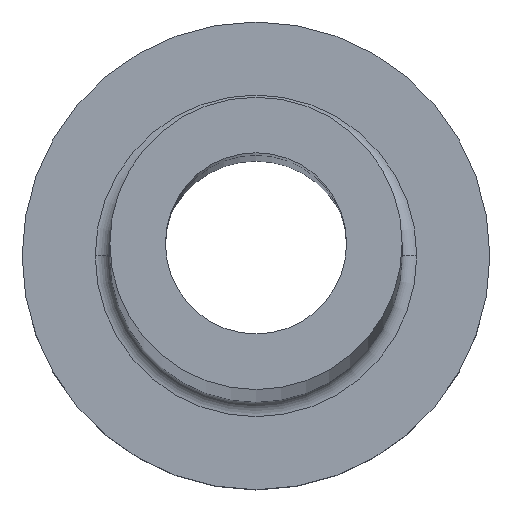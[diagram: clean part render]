
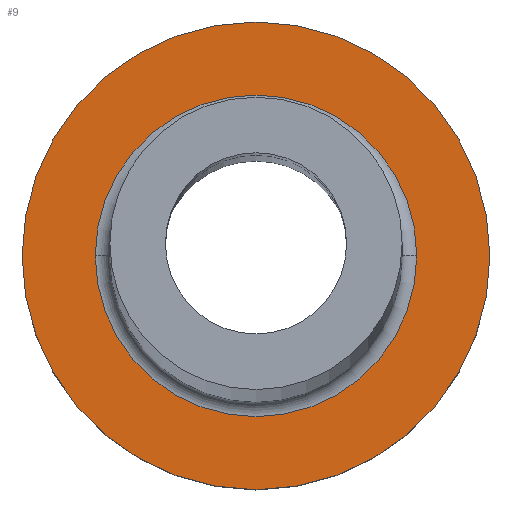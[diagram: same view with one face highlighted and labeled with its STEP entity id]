
A CAD part, top view. The second image highlights one B-rep face of the part: STEP entity #9.
In plain terms, the highlighted planar face has unit normal (0, 0, 1).
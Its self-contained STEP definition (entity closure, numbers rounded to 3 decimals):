
#5 = DIRECTION ( 'NONE',  ( 0., 0., 1. ) ) ;
#9 = ADVANCED_FACE ( 'NONE', ( #392, #69 ), #26, .T. ) ;
#26 = PLANE ( 'NONE',  #346 ) ;
#30 = ORIENTED_EDGE ( 'NONE', *, *, #238, .T. ) ;
#32 = EDGE_CURVE ( 'NONE', #36, #402, #457, .T. ) ;
#36 = VERTEX_POINT ( 'NONE', #432 ) ;
#57 = AXIS2_PLACEMENT_3D ( 'NONE', #83, #5, #77 ) ;
#58 = DIRECTION ( 'NONE',  ( 1., 0., 0. ) ) ;
#65 = CIRCLE ( 'NONE', #88, 5.5 ) ;
#67 = DIRECTION ( 'NONE',  ( 0., 0., 1. ) ) ;
#69 = FACE_OUTER_BOUND ( 'NONE', #306, .T. ) ;
#70 = ORIENTED_EDGE ( 'NONE', *, *, #357, .T. ) ;
#77 = DIRECTION ( 'NONE',  ( 1., 0., 0. ) ) ;
#83 = CARTESIAN_POINT ( 'NONE',  ( 0., 0., 5. ) ) ;
#84 = ORIENTED_EDGE ( 'NONE', *, *, #32, .T. ) ;
#88 = AXIS2_PLACEMENT_3D ( 'NONE', #371, #204, #99 ) ;
#99 = DIRECTION ( 'NONE',  ( 1., 0., 0. ) ) ;
#127 = CARTESIAN_POINT ( 'NONE',  ( 5.5, 0., 5. ) ) ;
#131 = DIRECTION ( 'NONE',  ( 0., 0., 1. ) ) ;
#139 = CIRCLE ( 'NONE', #394, 8. ) ;
#152 = CIRCLE ( 'NONE', #328, 5.5 ) ;
#183 = DIRECTION ( 'NONE',  ( 1., 0., 0. ) ) ;
#196 = EDGE_LOOP ( 'NONE', ( #70, #352 ) ) ;
#199 = VERTEX_POINT ( 'NONE', #245 ) ;
#204 = DIRECTION ( 'NONE',  ( 0., 0., -1. ) ) ;
#238 = EDGE_CURVE ( 'NONE', #402, #36, #139, .T. ) ;
#245 = CARTESIAN_POINT ( 'NONE',  ( -5.5, 0., 5. ) ) ;
#247 = CARTESIAN_POINT ( 'NONE',  ( 0., 0., 5. ) ) ;
#299 = DIRECTION ( 'NONE',  ( 1., 0., 0. ) ) ;
#306 = EDGE_LOOP ( 'NONE', ( #84, #30 ) ) ;
#328 = AXIS2_PLACEMENT_3D ( 'NONE', #247, #385, #299 ) ;
#344 = CARTESIAN_POINT ( 'NONE',  ( 0., 0., 5. ) ) ;
#346 = AXIS2_PLACEMENT_3D ( 'NONE', #351, #67, #183 ) ;
#351 = CARTESIAN_POINT ( 'NONE',  ( 0., 0., 5. ) ) ;
#352 = ORIENTED_EDGE ( 'NONE', *, *, #353, .T. ) ;
#353 = EDGE_CURVE ( 'NONE', #199, #458, #65, .T. ) ;
#357 = EDGE_CURVE ( 'NONE', #458, #199, #152, .T. ) ;
#371 = CARTESIAN_POINT ( 'NONE',  ( 0., 0., 5. ) ) ;
#385 = DIRECTION ( 'NONE',  ( 0., 0., -1. ) ) ;
#392 = FACE_BOUND ( 'NONE', #196, .T. ) ;
#394 = AXIS2_PLACEMENT_3D ( 'NONE', #344, #131, #58 ) ;
#400 = CARTESIAN_POINT ( 'NONE',  ( 8., 0., 5. ) ) ;
#402 = VERTEX_POINT ( 'NONE', #400 ) ;
#432 = CARTESIAN_POINT ( 'NONE',  ( -8., 0., 5. ) ) ;
#457 = CIRCLE ( 'NONE', #57, 8. ) ;
#458 = VERTEX_POINT ( 'NONE', #127 ) ;
